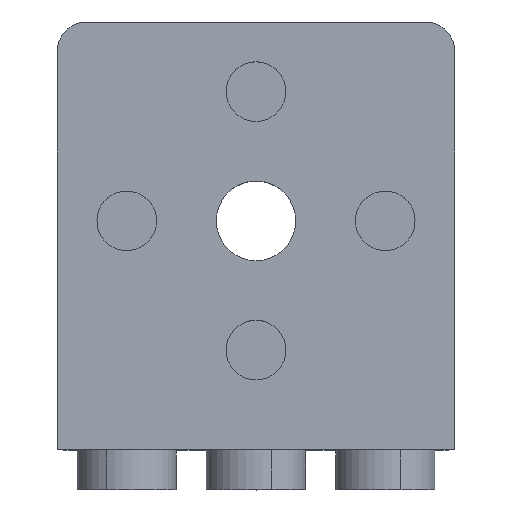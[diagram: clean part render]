
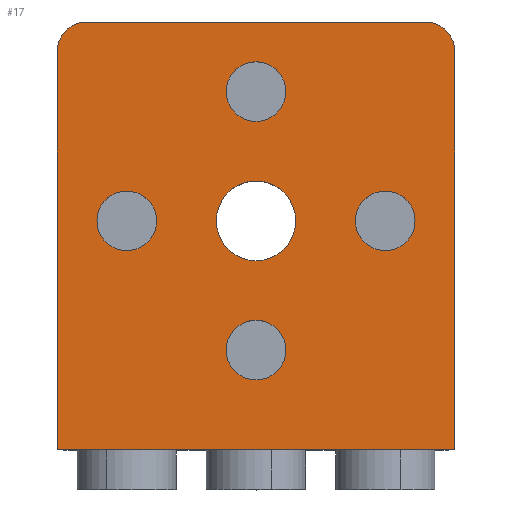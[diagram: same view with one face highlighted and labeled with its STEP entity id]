
A CAD part, top view. The second image highlights one B-rep face of the part: STEP entity #17.
In plain terms, the highlighted planar face has unit normal (0, 0, 1).
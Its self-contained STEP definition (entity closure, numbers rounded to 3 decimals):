
#7 = EDGE_CURVE ( 'NONE', #368, #688, #469, .T. ) ;
#10 = DIRECTION ( 'NONE',  ( 0., -1., 0. ) ) ;
#17 = ADVANCED_FACE ( 'NONE', ( #354, #861, #994, #1310, #204, #686 ), #528, .F. ) ;
#30 = ORIENTED_EDGE ( 'NONE', *, *, #1667, .F. ) ;
#66 = CARTESIAN_POINT ( 'NONE',  ( 17., 43., 0. ) ) ;
#67 = CARTESIAN_POINT ( 'NONE',  ( 20., 0., 0. ) ) ;
#94 = CIRCLE ( 'NONE', #1174, 3. ) ;
#95 = CARTESIAN_POINT ( 'NONE',  ( 3., 36., 0. ) ) ;
#106 = DIRECTION ( 'NONE',  ( 0., 0., 1. ) ) ;
#112 = DIRECTION ( 'NONE',  ( -1., 0., 0. ) ) ;
#125 = CIRCLE ( 'NONE', #1793, 3. ) ;
#140 = CIRCLE ( 'NONE', #1867, 3. ) ;
#204 = FACE_BOUND ( 'NONE', #1364, .T. ) ;
#218 = AXIS2_PLACEMENT_3D ( 'NONE', #459, #913, #1102 ) ;
#226 = VERTEX_POINT ( 'NONE', #1571 ) ;
#268 = CARTESIAN_POINT ( 'NONE',  ( 17., 40., 0. ) ) ;
#296 = CARTESIAN_POINT ( 'NONE',  ( -20., 0., 0. ) ) ;
#344 = VERTEX_POINT ( 'NONE', #1508 ) ;
#354 = FACE_BOUND ( 'NONE', #773, .T. ) ;
#368 = VERTEX_POINT ( 'NONE', #873 ) ;
#383 = VECTOR ( 'NONE', #10, 1000. ) ;
#420 = VECTOR ( 'NONE', #827, 1000. ) ;
#426 = VERTEX_POINT ( 'NONE', #1338 ) ;
#429 = DIRECTION ( 'NONE',  ( 1., 0., 0. ) ) ;
#441 = AXIS2_PLACEMENT_3D ( 'NONE', #1922, #1650, #606 ) ;
#459 = CARTESIAN_POINT ( 'NONE',  ( -13., 23., 0. ) ) ;
#462 = EDGE_CURVE ( 'NONE', #753, #2000, #125, .T. ) ;
#469 = CIRCLE ( 'NONE', #940, 3. ) ;
#484 = ORIENTED_EDGE ( 'NONE', *, *, #1343, .F. ) ;
#515 = DIRECTION ( 'NONE',  ( 0., 0., 1. ) ) ;
#518 = DIRECTION ( 'NONE',  ( 1., 0., 0. ) ) ;
#528 = PLANE ( 'NONE',  #441 ) ;
#533 = CARTESIAN_POINT ( 'NONE',  ( -4., 23., 0. ) ) ;
#534 = DIRECTION ( 'NONE',  ( 1., 0., 0. ) ) ;
#548 = CARTESIAN_POINT ( 'NONE',  ( -17., 40., 0. ) ) ;
#565 = CARTESIAN_POINT ( 'NONE',  ( 20., 43., 0. ) ) ;
#570 = CARTESIAN_POINT ( 'NONE',  ( -17., 43., 0. ) ) ;
#606 = DIRECTION ( 'NONE',  ( -1., 0., 0. ) ) ;
#611 = EDGE_CURVE ( 'NONE', #1050, #1947, #618, .T. ) ;
#614 = ORIENTED_EDGE ( 'NONE', *, *, #1572, .F. ) ;
#618 = CIRCLE ( 'NONE', #792, 4. ) ;
#632 = EDGE_LOOP ( 'NONE', ( #1480, #738, #1928, #1416, #1897, #1765 ) ) ;
#661 = DIRECTION ( 'NONE',  ( 0., 0., 1. ) ) ;
#686 = FACE_OUTER_BOUND ( 'NONE', #632, .T. ) ;
#688 = VERTEX_POINT ( 'NONE', #95 ) ;
#692 = DIRECTION ( 'NONE',  ( 0., -1., 0. ) ) ;
#730 = DIRECTION ( 'NONE',  ( 1., 0., 0. ) ) ;
#731 = DIRECTION ( 'NONE',  ( 0., 0., 1. ) ) ;
#735 = CARTESIAN_POINT ( 'NONE',  ( -3., 10., 0. ) ) ;
#738 = ORIENTED_EDGE ( 'NONE', *, *, #743, .T. ) ;
#743 = EDGE_CURVE ( 'NONE', #1837, #1759, #953, .T. ) ;
#753 = VERTEX_POINT ( 'NONE', #1920 ) ;
#773 = EDGE_LOOP ( 'NONE', ( #1458, #1471 ) ) ;
#777 = CIRCLE ( 'NONE', #1257, 3. ) ;
#787 = VERTEX_POINT ( 'NONE', #1040 ) ;
#792 = AXIS2_PLACEMENT_3D ( 'NONE', #992, #515, #1757 ) ;
#802 = EDGE_CURVE ( 'NONE', #426, #1204, #1215, .T. ) ;
#827 = DIRECTION ( 'NONE',  ( -1., 0., 0. ) ) ;
#861 = FACE_BOUND ( 'NONE', #1199, .T. ) ;
#865 = DIRECTION ( 'NONE',  ( 0., 0., 1. ) ) ;
#873 = CARTESIAN_POINT ( 'NONE',  ( -3., 36., 0. ) ) ;
#893 = DIRECTION ( 'NONE',  ( -1., 0., 0. ) ) ;
#895 = DIRECTION ( 'NONE',  ( 0., 0., 1. ) ) ;
#903 = DIRECTION ( 'NONE',  ( -1., 0., 0. ) ) ;
#913 = DIRECTION ( 'NONE',  ( 0., 0., 1. ) ) ;
#930 = EDGE_LOOP ( 'NONE', ( #484, #614 ) ) ;
#940 = AXIS2_PLACEMENT_3D ( 'NONE', #1933, #661, #518 ) ;
#953 = CIRCLE ( 'NONE', #1752, 3. ) ;
#980 = CIRCLE ( 'NONE', #1627, 3. ) ;
#992 = CARTESIAN_POINT ( 'NONE',  ( 0., 23., 0. ) ) ;
#994 = FACE_BOUND ( 'NONE', #1498, .T. ) ;
#1017 = EDGE_CURVE ( 'NONE', #753, #426, #1461, .T. ) ;
#1040 = CARTESIAN_POINT ( 'NONE',  ( 3., 10., 0. ) ) ;
#1050 = VERTEX_POINT ( 'NONE', #533 ) ;
#1059 = CARTESIAN_POINT ( 'NONE',  ( 20., 0., 0. ) ) ;
#1081 = DIRECTION ( 'NONE',  ( 0., 0., 1. ) ) ;
#1102 = DIRECTION ( 'NONE',  ( 1., 0., 0. ) ) ;
#1122 = VERTEX_POINT ( 'NONE', #735 ) ;
#1141 = CARTESIAN_POINT ( 'NONE',  ( 4., 23., 0. ) ) ;
#1144 = EDGE_CURVE ( 'NONE', #1122, #787, #1325, .T. ) ;
#1171 = DIRECTION ( 'NONE',  ( -1., 0., 0. ) ) ;
#1174 = AXIS2_PLACEMENT_3D ( 'NONE', #1800, #106, #730 ) ;
#1190 = ORIENTED_EDGE ( 'NONE', *, *, #1229, .F. ) ;
#1191 = DIRECTION ( 'NONE',  ( 0., 0., 1. ) ) ;
#1195 = DIRECTION ( 'NONE',  ( 0., 0., 1. ) ) ;
#1199 = EDGE_LOOP ( 'NONE', ( #1190, #30 ) ) ;
#1204 = VERTEX_POINT ( 'NONE', #1835 ) ;
#1214 = CARTESIAN_POINT ( 'NONE',  ( 13., 23., 0. ) ) ;
#1215 = LINE ( 'NONE', #1059, #420 ) ;
#1222 = CARTESIAN_POINT ( 'NONE',  ( 0., 10., 0. ) ) ;
#1226 = LINE ( 'NONE', #296, #383 ) ;
#1229 = EDGE_CURVE ( 'NONE', #344, #1604, #777, .T. ) ;
#1240 = VERTEX_POINT ( 'NONE', #1348 ) ;
#1257 = AXIS2_PLACEMENT_3D ( 'NONE', #1539, #731, #1668 ) ;
#1290 = VECTOR ( 'NONE', #692, 1000. ) ;
#1294 = ORIENTED_EDGE ( 'NONE', *, *, #7, .F. ) ;
#1310 = FACE_BOUND ( 'NONE', #930, .T. ) ;
#1325 = CIRCLE ( 'NONE', #1549, 3. ) ;
#1333 = CARTESIAN_POINT ( 'NONE',  ( -20., 40., 0. ) ) ;
#1338 = CARTESIAN_POINT ( 'NONE',  ( 20., 0., 0. ) ) ;
#1339 = CIRCLE ( 'NONE', #218, 3. ) ;
#1343 = EDGE_CURVE ( 'NONE', #226, #1240, #140, .T. ) ;
#1348 = CARTESIAN_POINT ( 'NONE',  ( 10., 23., 0. ) ) ;
#1364 = EDGE_LOOP ( 'NONE', ( #1648, #1426 ) ) ;
#1370 = LINE ( 'NONE', #565, #1853 ) ;
#1394 = ORIENTED_EDGE ( 'NONE', *, *, #1766, .F. ) ;
#1395 = CARTESIAN_POINT ( 'NONE',  ( -16., 23., 0. ) ) ;
#1416 = ORIENTED_EDGE ( 'NONE', *, *, #802, .F. ) ;
#1426 = ORIENTED_EDGE ( 'NONE', *, *, #1870, .F. ) ;
#1458 = ORIENTED_EDGE ( 'NONE', *, *, #1516, .F. ) ;
#1461 = LINE ( 'NONE', #67, #1290 ) ;
#1466 = CIRCLE ( 'NONE', #1986, 4. ) ;
#1471 = ORIENTED_EDGE ( 'NONE', *, *, #1144, .F. ) ;
#1480 = ORIENTED_EDGE ( 'NONE', *, *, #1485, .T. ) ;
#1483 = CARTESIAN_POINT ( 'NONE',  ( 0., 10., 0. ) ) ;
#1485 = EDGE_CURVE ( 'NONE', #2000, #1837, #1370, .T. ) ;
#1498 = EDGE_LOOP ( 'NONE', ( #1394, #1294 ) ) ;
#1500 = CIRCLE ( 'NONE', #1816, 3. ) ;
#1508 = CARTESIAN_POINT ( 'NONE',  ( -10., 23., 0. ) ) ;
#1516 = EDGE_CURVE ( 'NONE', #787, #1122, #1500, .T. ) ;
#1539 = CARTESIAN_POINT ( 'NONE',  ( -13., 23., 0. ) ) ;
#1549 = AXIS2_PLACEMENT_3D ( 'NONE', #1222, #865, #1949 ) ;
#1571 = CARTESIAN_POINT ( 'NONE',  ( 16., 23., 0. ) ) ;
#1572 = EDGE_CURVE ( 'NONE', #1240, #226, #94, .T. ) ;
#1604 = VERTEX_POINT ( 'NONE', #1395 ) ;
#1614 = EDGE_CURVE ( 'NONE', #1759, #1204, #1226, .T. ) ;
#1627 = AXIS2_PLACEMENT_3D ( 'NONE', #1927, #1642, #534 ) ;
#1642 = DIRECTION ( 'NONE',  ( 0., 0., 1. ) ) ;
#1648 = ORIENTED_EDGE ( 'NONE', *, *, #611, .F. ) ;
#1650 = DIRECTION ( 'NONE',  ( 0., 0., -1. ) ) ;
#1667 = EDGE_CURVE ( 'NONE', #1604, #344, #1339, .T. ) ;
#1668 = DIRECTION ( 'NONE',  ( 1., 0., 0. ) ) ;
#1752 = AXIS2_PLACEMENT_3D ( 'NONE', #548, #1191, #893 ) ;
#1757 = DIRECTION ( 'NONE',  ( -1., 0., 0. ) ) ;
#1759 = VERTEX_POINT ( 'NONE', #1333 ) ;
#1765 = ORIENTED_EDGE ( 'NONE', *, *, #462, .T. ) ;
#1766 = EDGE_CURVE ( 'NONE', #688, #368, #980, .T. ) ;
#1793 = AXIS2_PLACEMENT_3D ( 'NONE', #268, #1195, #903 ) ;
#1800 = CARTESIAN_POINT ( 'NONE',  ( 13., 23., 0. ) ) ;
#1816 = AXIS2_PLACEMENT_3D ( 'NONE', #1483, #895, #1973 ) ;
#1827 = DIRECTION ( 'NONE',  ( 0., 0., 1. ) ) ;
#1835 = CARTESIAN_POINT ( 'NONE',  ( -20., 0., 0. ) ) ;
#1837 = VERTEX_POINT ( 'NONE', #570 ) ;
#1844 = CARTESIAN_POINT ( 'NONE',  ( 0., 23., 0. ) ) ;
#1853 = VECTOR ( 'NONE', #1171, 1000. ) ;
#1867 = AXIS2_PLACEMENT_3D ( 'NONE', #1214, #1827, #429 ) ;
#1870 = EDGE_CURVE ( 'NONE', #1947, #1050, #1466, .T. ) ;
#1897 = ORIENTED_EDGE ( 'NONE', *, *, #1017, .F. ) ;
#1920 = CARTESIAN_POINT ( 'NONE',  ( 20., 40., 0. ) ) ;
#1922 = CARTESIAN_POINT ( 'NONE',  ( 20., 0., 0. ) ) ;
#1927 = CARTESIAN_POINT ( 'NONE',  ( 0., 36., 0. ) ) ;
#1928 = ORIENTED_EDGE ( 'NONE', *, *, #1614, .T. ) ;
#1933 = CARTESIAN_POINT ( 'NONE',  ( 0., 36., 0. ) ) ;
#1947 = VERTEX_POINT ( 'NONE', #1141 ) ;
#1949 = DIRECTION ( 'NONE',  ( 1., 0., 0. ) ) ;
#1973 = DIRECTION ( 'NONE',  ( 1., 0., 0. ) ) ;
#1986 = AXIS2_PLACEMENT_3D ( 'NONE', #1844, #1081, #112 ) ;
#2000 = VERTEX_POINT ( 'NONE', #66 ) ;
